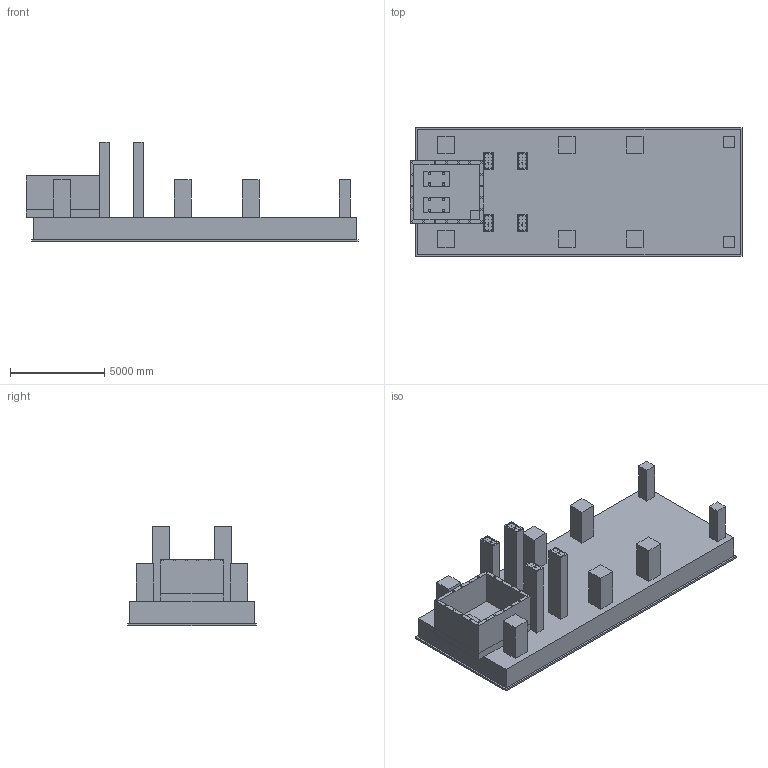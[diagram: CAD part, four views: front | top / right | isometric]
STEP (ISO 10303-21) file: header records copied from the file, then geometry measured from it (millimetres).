
FILE_DESCRIPTION(/* description */ (''),/* implementation_level */ '2;1');
FILE_NAME(/* name */ 'MÓNG ÂM TUABIN.stp',/* time_stamp */ '2026-02-06T14:31:28+07:00',/* author */ ('TRUNG'),/* organization */ (''),/* preprocessor_version */ 'ST-DEVELOPER v19',/* originating_system */ 'Autodesk Inventor 2023',/* authorisation */ '');
FILE_SCHEMA (('AUTOMOTIVE_DESIGN { 1 0 10303 214 3 1 1 }'));
Length unit declared in the file: millimetre
Products named in the file (4): MÓNG ÂM TUABIN; SÀN MÓNG TUABIN; BẢNG MÃ M1; BẢNG MÃ LAN CAN
Assembly tree (26 placements, depth 2):
  MÓNG ÂM TUABIN
    SÀN MÓNG TUABIN
    BẢNG MÃ M1  x4
    BẢNG MÃ LAN CAN  x21
Bounding box: 17610 x 6800 x 5290 mm (x, y, z)
Volume: 175825405167.1 mm3; surface area: 734497958.7 mm2
Topology: 124 solids, 124 shells, 577 faces, 987 edges, 658 vertices
Faces by surface type: plane 492, cylinder 85
Full cylindrical faces by diameter (mm): 12 x21, 20 x60, 50 x4
Entity records: 6721 total; most frequent: CARTESIAN_POINT 1116, DIRECTION 1083, ORIENTED_EDGE 1014, EDGE_CURVE 507, LINE 473, VECTOR 473, VERTEX_POINT 338, AXIS2_PLACEMENT_3D 305
